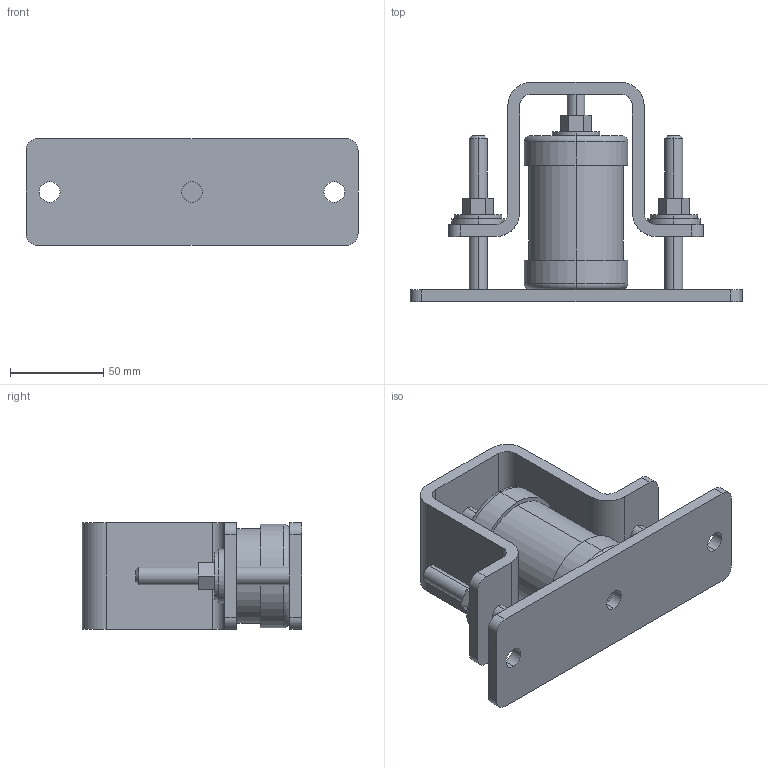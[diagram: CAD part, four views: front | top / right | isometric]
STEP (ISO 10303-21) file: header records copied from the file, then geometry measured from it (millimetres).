
FILE_DESCRIPTION (( 'STEP AP203' ), '1' );
FILE_NAME ('SMSR-AF Rev D.STEP', '2024-02-05T14:33:48', ( '' ), ( '' ), 'SwSTEP 2.0', 'SolidWorks 2016', '' );
FILE_SCHEMA (( 'CONFIG_CONTROL_DESIGN' ));
Length unit declared in the file: inch
Products named in the file (1): SMSR-AF Rev D
Bounding box: 177.8 x 117.47 x 57.15 mm (x, y, z)
Volume: 361199.3 mm3; surface area: 79472.5 mm2
Topology: 1 solids, 1 shells, 108 faces, 268 edges, 176 vertices
Faces by surface type: plane 52, cylinder 48, cone 4, torus 4
Entity records: 3383 total; most frequent: CARTESIAN_POINT 607, DIRECTION 594, ORIENTED_EDGE 536, EDGE_CURVE 268, AXIS2_PLACEMENT_3D 219, VERTEX_POINT 176, VECTOR 156, LINE 156
